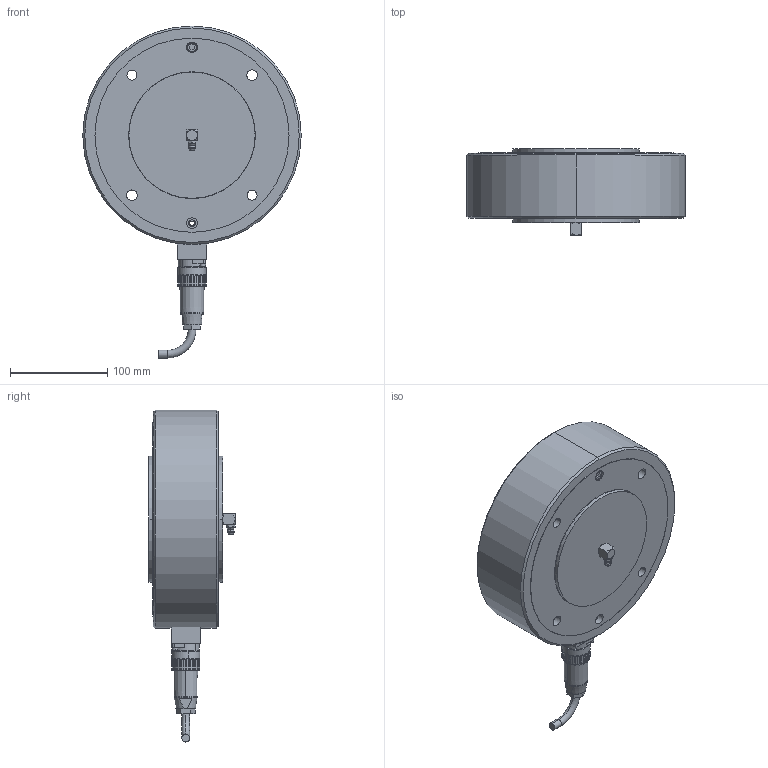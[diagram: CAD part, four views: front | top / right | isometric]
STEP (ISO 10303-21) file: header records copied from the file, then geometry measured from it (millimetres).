
FILE_DESCRIPTION (( 'STEP AP203' ), '1' );
FILE_NAME ('31102030_stp_-.step', '2020-02-17T14:40:28', ( '' ), ( '' ), 'SwSTEP 2.0', 'SolidWorks 2018', '' );
FILE_SCHEMA (( 'CONFIG_CONTROL_DESIGN' ));
Length unit declared in the file: millimetre
Products named in the file (17): 49651-05_stp_01; 48072_01; 31102030_stp_-; 49027_01; 48071_01; Zyl-Schr DIN912_M3x25; 49651-04_stp_01; Si-Ring DIN472_D80x2.5; 31102024_01; 31101677_V-050A; Zyl-Schr DIN912_M6x60; Kabeldose_Kunstst_7pol_01; Flanschstecker_Kunstst_7Pol_01; PRL_22208_01; 43404.02_01; 49380_01; Schmiernippel_M10x1_90Grad
Assembly tree (18 placements, depth 3):
  31102030_stp_-
    49651-05_stp_01
      49651-04_stp_01
      49027_01
      Flanschstecker_Kunstst_7Pol_01
      Kabeldose_Kunstst_7pol_01
      Zyl-Schr DIN912_M3x25  x2
      Si-Ring DIN472_D80x2.5
    43404.02_01  x2
    31102024_01
    48071_01
    48072_01
    PRL_22208_01
    31101677_V-050A
    Zyl-Schr DIN912_M6x60
    49380_01
    Schmiernippel_M10x1_90Grad
Bounding box: 225 x 88.9 x 342 mm (x, y, z)
Volume: 2419042.9 mm3; surface area: 455169.7 mm2
Topology: 51 solids, 51 shells, 882 faces, 2045 edges, 1284 vertices
Faces by surface type: cylinder 352, plane 241, torus 226, cone 61, sphere 2
Entity records: 27282 total; most frequent: CARTESIAN_POINT 5543, DIRECTION 4663, ORIENTED_EDGE 3846, AXIS2_PLACEMENT_3D 2021, EDGE_CURVE 1923, VERTEX_POINT 1209, CIRCLE 1160, EDGE_LOOP 958
